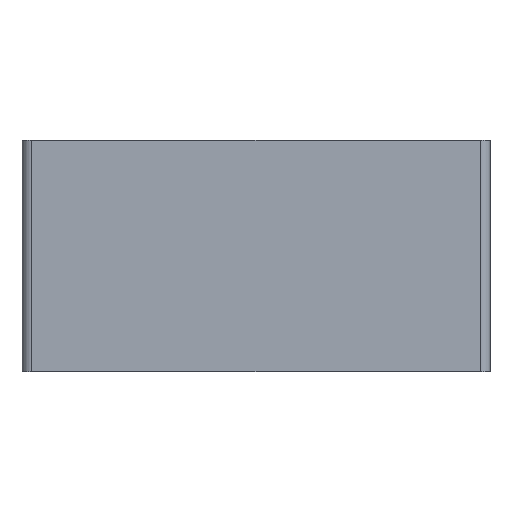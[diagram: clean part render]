
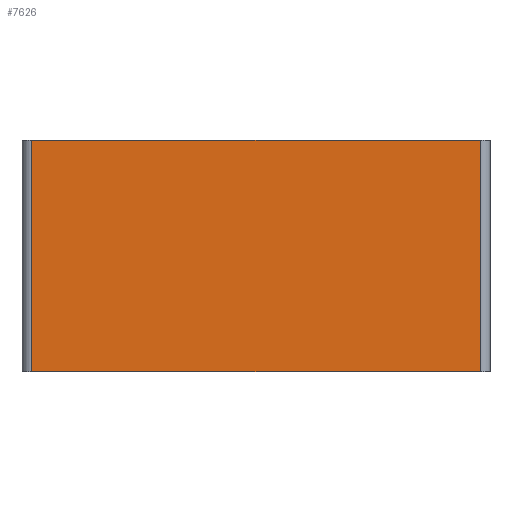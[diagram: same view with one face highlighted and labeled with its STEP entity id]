
A CAD part, front view. The second image highlights one B-rep face of the part: STEP entity #7626.
In plain terms, the highlighted planar face has unit normal (0, -1, 0).
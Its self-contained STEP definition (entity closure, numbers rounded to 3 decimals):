
#44 = PLANE('',#45);
#45 = AXIS2_PLACEMENT_3D('',#46,#47,#48);
#46 = CARTESIAN_POINT('',(0.,0.,35.));
#47 = DIRECTION('',(0.,0.,1.));
#48 = DIRECTION('',(1.,0.,0.));
#72 = CYLINDRICAL_SURFACE('',#73,1.5);
#73 = AXIS2_PLACEMENT_3D('',#74,#75,#76);
#74 = CARTESIAN_POINT('',(1.5,1.5,0.));
#75 = DIRECTION('',(0.,0.,1.));
#76 = DIRECTION('',(-1.,0.,0.));
#100 = PLANE('',#101);
#101 = AXIS2_PLACEMENT_3D('',#102,#103,#104);
#102 = CARTESIAN_POINT('',(0.,0.,0.));
#103 = DIRECTION('',(0.,0.,1.));
#104 = DIRECTION('',(1.,0.,0.));
#313 = VERTEX_POINT('',#314);
#314 = CARTESIAN_POINT('',(1.5,0.,35.));
#336 = EDGE_CURVE('',#313,#337,#339,.T.);
#337 = VERTEX_POINT('',#338);
#338 = CARTESIAN_POINT('',(69.125,0.,35.));
#339 = SURFACE_CURVE('',#340,(#344,#351),.PCURVE_S1.);
#340 = LINE('',#341,#342);
#341 = CARTESIAN_POINT('',(0.,0.,35.));
#342 = VECTOR('',#343,1.);
#343 = DIRECTION('',(1.,0.,0.));
#344 = PCURVE('',#44,#345);
#345 = DEFINITIONAL_REPRESENTATION('',(#346),#350);
#346 = LINE('',#347,#348);
#347 = CARTESIAN_POINT('',(0.,0.));
#348 = VECTOR('',#349,1.);
#349 = DIRECTION('',(1.,0.));
#350 = ( GEOMETRIC_REPRESENTATION_CONTEXT(2) 
PARAMETRIC_REPRESENTATION_CONTEXT() REPRESENTATION_CONTEXT('2D SPACE',''
  ) );
#351 = PCURVE('',#352,#357);
#352 = PLANE('',#353);
#353 = AXIS2_PLACEMENT_3D('',#354,#355,#356);
#354 = CARTESIAN_POINT('',(0.,0.,0.));
#355 = DIRECTION('',(0.,1.,0.));
#356 = DIRECTION('',(0.,0.,1.));
#357 = DEFINITIONAL_REPRESENTATION('',(#358),#362);
#358 = LINE('',#359,#360);
#359 = CARTESIAN_POINT('',(35.,0.));
#360 = VECTOR('',#361,1.);
#361 = DIRECTION('',(0.,1.));
#362 = ( GEOMETRIC_REPRESENTATION_CONTEXT(2) 
PARAMETRIC_REPRESENTATION_CONTEXT() REPRESENTATION_CONTEXT('2D SPACE',''
  ) );
#381 = CYLINDRICAL_SURFACE('',#382,1.5);
#382 = AXIS2_PLACEMENT_3D('',#383,#384,#385);
#383 = CARTESIAN_POINT('',(69.125,1.5,0.));
#384 = DIRECTION('',(0.,0.,1.));
#385 = DIRECTION('',(0.,-1.,0.));
#4019 = VERTEX_POINT('',#4020);
#4020 = CARTESIAN_POINT('',(1.5,0.,0.));
#4042 = EDGE_CURVE('',#4019,#4043,#4045,.T.);
#4043 = VERTEX_POINT('',#4044);
#4044 = CARTESIAN_POINT('',(69.125,0.,0.));
#4045 = SURFACE_CURVE('',#4046,(#4050,#4057),.PCURVE_S1.);
#4046 = LINE('',#4047,#4048);
#4047 = CARTESIAN_POINT('',(0.,0.,0.));
#4048 = VECTOR('',#4049,1.);
#4049 = DIRECTION('',(1.,0.,0.));
#4050 = PCURVE('',#100,#4051);
#4051 = DEFINITIONAL_REPRESENTATION('',(#4052),#4056);
#4052 = LINE('',#4053,#4054);
#4053 = CARTESIAN_POINT('',(0.,0.));
#4054 = VECTOR('',#4055,1.);
#4055 = DIRECTION('',(1.,0.));
#4056 = ( GEOMETRIC_REPRESENTATION_CONTEXT(2) 
PARAMETRIC_REPRESENTATION_CONTEXT() REPRESENTATION_CONTEXT('2D SPACE',''
  ) );
#4057 = PCURVE('',#352,#4058);
#4058 = DEFINITIONAL_REPRESENTATION('',(#4059),#4063);
#4059 = LINE('',#4060,#4061);
#4060 = CARTESIAN_POINT('',(0.,0.));
#4061 = VECTOR('',#4062,1.);
#4062 = DIRECTION('',(0.,1.));
#4063 = ( GEOMETRIC_REPRESENTATION_CONTEXT(2) 
PARAMETRIC_REPRESENTATION_CONTEXT() REPRESENTATION_CONTEXT('2D SPACE',''
  ) );
#4396 = EDGE_CURVE('',#4019,#313,#4397,.T.);
#4397 = SURFACE_CURVE('',#4398,(#4402,#4409),.PCURVE_S1.);
#4398 = LINE('',#4399,#4400);
#4399 = CARTESIAN_POINT('',(1.5,0.,0.));
#4400 = VECTOR('',#4401,1.);
#4401 = DIRECTION('',(0.,0.,1.));
#4402 = PCURVE('',#72,#4403);
#4403 = DEFINITIONAL_REPRESENTATION('',(#4404),#4408);
#4404 = LINE('',#4405,#4406);
#4405 = CARTESIAN_POINT('',(1.571,0.));
#4406 = VECTOR('',#4407,1.);
#4407 = DIRECTION('',(0.,1.));
#4408 = ( GEOMETRIC_REPRESENTATION_CONTEXT(2) 
PARAMETRIC_REPRESENTATION_CONTEXT() REPRESENTATION_CONTEXT('2D SPACE',''
  ) );
#4409 = PCURVE('',#352,#4410);
#4410 = DEFINITIONAL_REPRESENTATION('',(#4411),#4415);
#4411 = LINE('',#4412,#4413);
#4412 = CARTESIAN_POINT('',(0.,1.5));
#4413 = VECTOR('',#4414,1.);
#4414 = DIRECTION('',(1.,0.));
#4415 = ( GEOMETRIC_REPRESENTATION_CONTEXT(2) 
PARAMETRIC_REPRESENTATION_CONTEXT() REPRESENTATION_CONTEXT('2D SPACE',''
  ) );
#7606 = EDGE_CURVE('',#4043,#337,#7607,.T.);
#7607 = SURFACE_CURVE('',#7608,(#7612,#7619),.PCURVE_S1.);
#7608 = LINE('',#7609,#7610);
#7609 = CARTESIAN_POINT('',(69.125,0.,0.));
#7610 = VECTOR('',#7611,1.);
#7611 = DIRECTION('',(0.,0.,1.));
#7612 = PCURVE('',#381,#7613);
#7613 = DEFINITIONAL_REPRESENTATION('',(#7614),#7618);
#7614 = LINE('',#7615,#7616);
#7615 = CARTESIAN_POINT('',(0.,0.));
#7616 = VECTOR('',#7617,1.);
#7617 = DIRECTION('',(0.,1.));
#7618 = ( GEOMETRIC_REPRESENTATION_CONTEXT(2) 
PARAMETRIC_REPRESENTATION_CONTEXT() REPRESENTATION_CONTEXT('2D SPACE',''
  ) );
#7619 = PCURVE('',#352,#7620);
#7620 = DEFINITIONAL_REPRESENTATION('',(#7621),#7625);
#7621 = LINE('',#7622,#7623);
#7622 = CARTESIAN_POINT('',(0.,69.125));
#7623 = VECTOR('',#7624,1.);
#7624 = DIRECTION('',(1.,0.));
#7625 = ( GEOMETRIC_REPRESENTATION_CONTEXT(2) 
PARAMETRIC_REPRESENTATION_CONTEXT() REPRESENTATION_CONTEXT('2D SPACE',''
  ) );
#7626 = ADVANCED_FACE('',(#7627),#352,.F.);
#7627 = FACE_BOUND('',#7628,.F.);
#7628 = EDGE_LOOP('',(#7629,#7630,#7631,#7632));
#7629 = ORIENTED_EDGE('',*,*,#4042,.F.);
#7630 = ORIENTED_EDGE('',*,*,#4396,.T.);
#7631 = ORIENTED_EDGE('',*,*,#336,.T.);
#7632 = ORIENTED_EDGE('',*,*,#7606,.F.);
